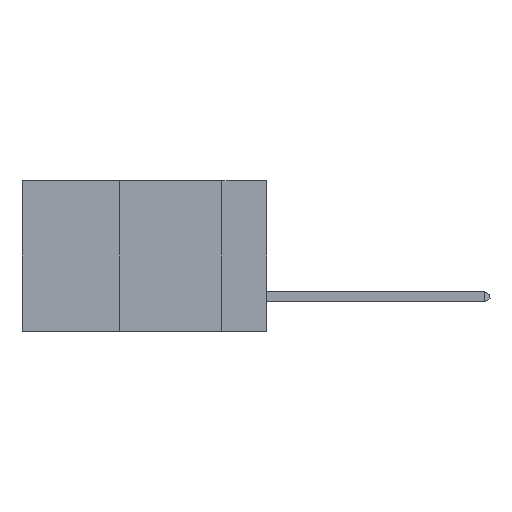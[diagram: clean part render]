
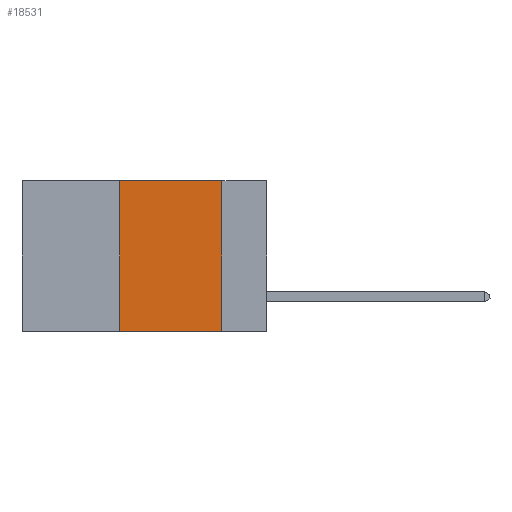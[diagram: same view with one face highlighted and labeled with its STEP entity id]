
A CAD part, left-side view. The second image highlights one B-rep face of the part: STEP entity #18531.
In plain terms, the highlighted planar face has unit normal (-1, 0, 0).
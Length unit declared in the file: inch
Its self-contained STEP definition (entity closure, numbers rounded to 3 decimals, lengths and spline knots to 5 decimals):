
#1044 = VECTOR ( 'NONE', #4477, 39.37008 ) ;
#1235 = VECTOR ( 'NONE', #11897, 39.37008 ) ;
#1389 = ORIENTED_EDGE ( 'NONE', *, *, #8903, .F. ) ;
#1550 = VERTEX_POINT ( 'NONE', #15638 ) ;
#2041 = VERTEX_POINT ( 'NONE', #9140 ) ;
#3669 = DIRECTION ( 'NONE',  ( 0., -1., 0. ) ) ;
#4199 = VERTEX_POINT ( 'NONE', #5735 ) ;
#4477 = DIRECTION ( 'NONE',  ( 0., -1., 0. ) ) ;
#4820 = AXIS2_PLACEMENT_3D ( 'NONE', #7078, #8672, #19297 ) ;
#5409 = LINE ( 'NONE', #10345, #1235 ) ;
#5476 = PLANE ( 'NONE',  #4820 ) ;
#5714 = LINE ( 'NONE', #12318, #1044 ) ;
#5735 = CARTESIAN_POINT ( 'NONE',  ( 0., 0.36, 0. ) ) ;
#6741 = DIRECTION ( 'NONE',  ( 0., 0., 1. ) ) ;
#6757 = EDGE_CURVE ( 'NONE', #2041, #4199, #16850, .T. ) ;
#7078 = CARTESIAN_POINT ( 'NONE',  ( 0., 0.6, 0. ) ) ;
#7457 = EDGE_CURVE ( 'NONE', #4199, #1550, #19645, .T. ) ;
#7797 = EDGE_CURVE ( 'NONE', #2041, #10185, #5714, .T. ) ;
#8672 = DIRECTION ( 'NONE',  ( 1., 0., 0. ) ) ;
#8903 = EDGE_CURVE ( 'NONE', #1550, #10185, #5409, .T. ) ;
#8975 = VECTOR ( 'NONE', #3669, 39.37008 ) ;
#9140 = CARTESIAN_POINT ( 'NONE',  ( 0., 0.36, -0.37 ) ) ;
#10185 = VERTEX_POINT ( 'NONE', #17537 ) ;
#10345 = CARTESIAN_POINT ( 'NONE',  ( 0., 0.11, 0. ) ) ;
#11291 = FACE_OUTER_BOUND ( 'NONE', #18600, .T. ) ;
#11897 = DIRECTION ( 'NONE',  ( 0., 0., -1. ) ) ;
#12318 = CARTESIAN_POINT ( 'NONE',  ( 0., 0.6, -0.37 ) ) ;
#13054 = CARTESIAN_POINT ( 'NONE',  ( 0., 0.6, 0. ) ) ;
#13579 = ORIENTED_EDGE ( 'NONE', *, *, #7797, .T. ) ;
#14443 = CARTESIAN_POINT ( 'NONE',  ( 0., 0.36, 0. ) ) ;
#15638 = CARTESIAN_POINT ( 'NONE',  ( 0., 0.11, 0. ) ) ;
#16098 = ORIENTED_EDGE ( 'NONE', *, *, #6757, .F. ) ;
#16386 = VECTOR ( 'NONE', #6741, 39.37008 ) ;
#16850 = LINE ( 'NONE', #14443, #16386 ) ;
#17110 = ORIENTED_EDGE ( 'NONE', *, *, #7457, .F. ) ;
#17537 = CARTESIAN_POINT ( 'NONE',  ( 0., 0.11, -0.37 ) ) ;
#18531 = ADVANCED_FACE ( 'NONE', ( #11291 ), #5476, .F. ) ;
#18600 = EDGE_LOOP ( 'NONE', ( #1389, #17110, #16098, #13579 ) ) ;
#19297 = DIRECTION ( 'NONE',  ( 0., 0., -1. ) ) ;
#19645 = LINE ( 'NONE', #13054, #8975 ) ;
